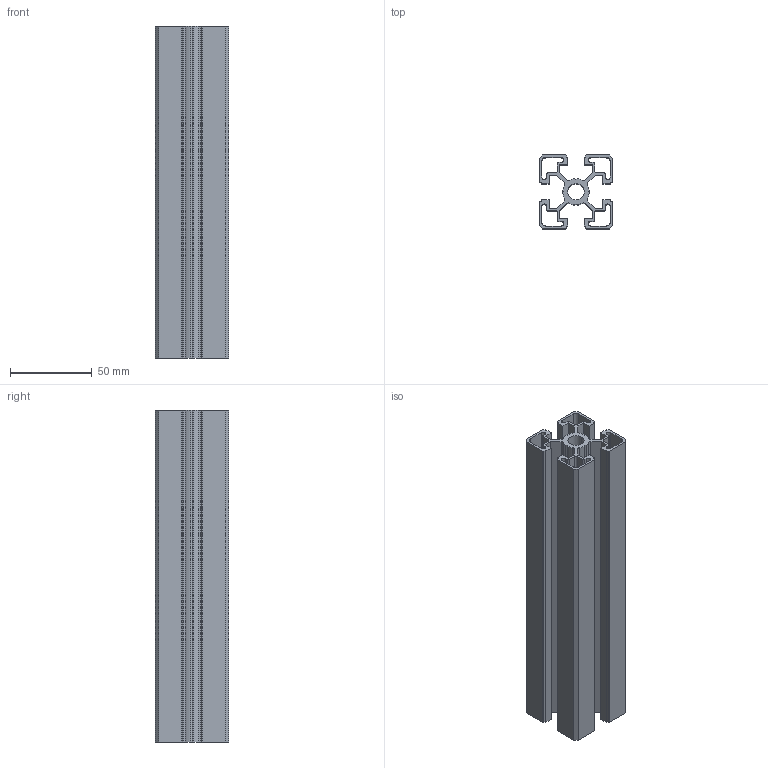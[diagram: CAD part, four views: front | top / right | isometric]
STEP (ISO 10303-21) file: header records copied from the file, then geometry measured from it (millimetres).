
FILE_DESCRIPTION (( 'STEP AP203' ), '1' );
FILE_NAME ('45-4545CL.step', '2022-09-20T12:17:51', ( '' ), ( '' ), 'SwSTEP 2.0', 'SolidWorks 2021', '' );
FILE_SCHEMA (( 'CONFIG_CONTROL_DESIGN' ));
Length unit declared in the file: millimetre
Products named in the file (1): 45-4545CL
Bounding box: 45 x 45 x 203.2 mm (x, y, z)
Volume: 119839.7 mm3; surface area: 120500.3 mm2
Topology: 1 solids, 1 shells, 146 faces, 432 edges, 288 vertices
Faces by surface type: plane 94, cylinder 52
Entity records: 4977 total; most frequent: CARTESIAN_POINT 867, ORIENTED_EDGE 864, DIRECTION 830, EDGE_CURVE 432, LINE 328, VECTOR 328, VERTEX_POINT 288, AXIS2_PLACEMENT_3D 251
